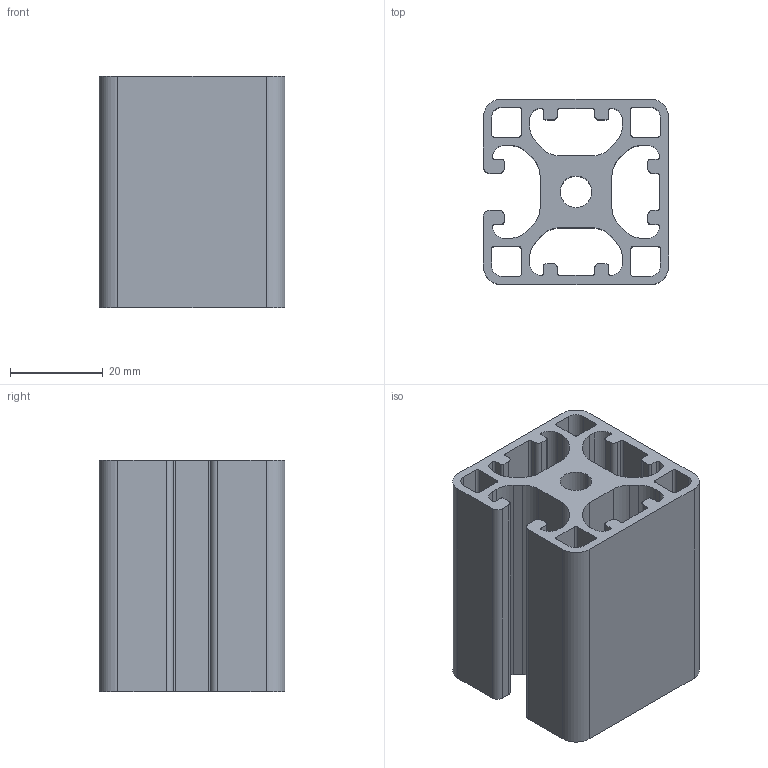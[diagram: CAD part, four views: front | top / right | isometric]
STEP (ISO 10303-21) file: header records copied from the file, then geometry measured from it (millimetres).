
FILE_DESCRIPTION (( 'STEP AP214' ), '1' );
FILE_NAME ('BASE08E0134-Profilé 8 40x40 3N léger.step', '2023-03-24T09:41:54', ( 'Altae' ), ( '' ), 'SwSTEP 2.0', 'SolidWorks 2021', '' );
FILE_SCHEMA (( 'AUTOMOTIVE_DESIGN' ));
Length unit declared in the file: millimetre
Products named in the file (1): BASE08E0134-Profilé 8 40x40 3N léger
Bounding box: 40 x 40 x 50 mm (x, y, z)
Volume: 35414.8 mm3; surface area: 26348.2 mm2
Topology: 1 solids, 1 shells, 150 faces, 444 edges, 296 vertices
Faces by surface type: cylinder 78, plane 72
Entity records: 5130 total; most frequent: DIRECTION 902, CARTESIAN_POINT 891, ORIENTED_EDGE 888, EDGE_CURVE 444, AXIS2_PLACEMENT_3D 307, VERTEX_POINT 296, LINE 288, VECTOR 288
